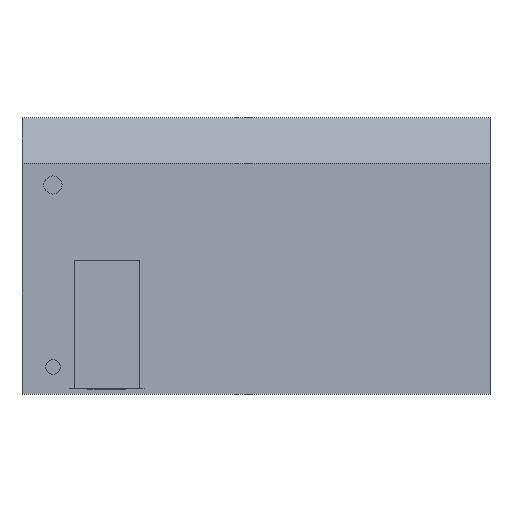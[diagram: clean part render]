
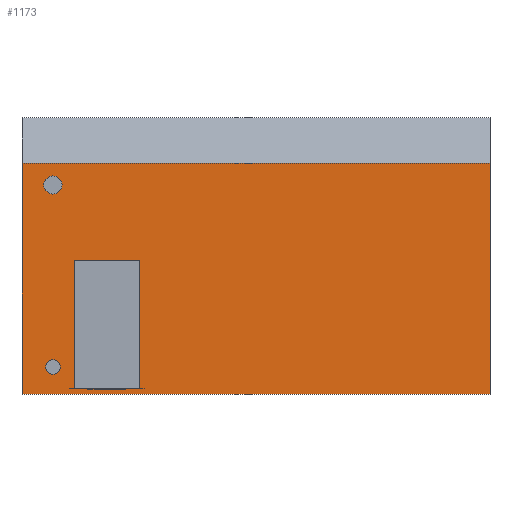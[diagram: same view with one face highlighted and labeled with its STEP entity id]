
A CAD part, front view. The second image highlights one B-rep face of the part: STEP entity #1173.
In plain terms, the highlighted planar face has unit normal (0, -1, 0).
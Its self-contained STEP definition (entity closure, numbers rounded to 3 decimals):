
#19=CIRCLE('',#1255,25.);
#20=CIRCLE('',#1256,25.);
#23=CIRCLE('',#1261,20.);
#24=CIRCLE('',#1262,20.);
#35=FACE_BOUND('',#147,.T.);
#36=FACE_BOUND('',#148,.T.);
#75=FACE_OUTER_BOUND('',#146,.T.);
#146=EDGE_LOOP('',(#925,#926,#927,#928));
#147=EDGE_LOOP('',(#929,#930));
#148=EDGE_LOOP('',(#931,#932));
#257=LINE('',#1789,#409);
#267=LINE('',#1809,#419);
#269=LINE('',#1813,#421);
#270=LINE('',#1814,#422);
#409=VECTOR('',#1463,10.);
#419=VECTOR('',#1481,10.);
#421=VECTOR('',#1485,10.);
#422=VECTOR('',#1486,10.);
#525=VERTEX_POINT('',#1737);
#526=VERTEX_POINT('',#1739);
#529=VERTEX_POINT('',#1748);
#530=VERTEX_POINT('',#1750);
#545=VERTEX_POINT('',#1786);
#546=VERTEX_POINT('',#1788);
#552=VERTEX_POINT('',#1808);
#553=VERTEX_POINT('',#1812);
#654=EDGE_CURVE('',#526,#525,#19,.T.);
#655=EDGE_CURVE('',#525,#526,#20,.T.);
#659=EDGE_CURVE('',#530,#529,#23,.T.);
#660=EDGE_CURVE('',#529,#530,#24,.T.);
#677=EDGE_CURVE('',#545,#546,#257,.T.);
#687=EDGE_CURVE('',#552,#545,#267,.T.);
#689=EDGE_CURVE('',#553,#546,#269,.T.);
#690=EDGE_CURVE('',#552,#553,#270,.T.);
#925=ORIENTED_EDGE('',*,*,#689,.T.);
#926=ORIENTED_EDGE('',*,*,#677,.F.);
#927=ORIENTED_EDGE('',*,*,#687,.F.);
#928=ORIENTED_EDGE('',*,*,#690,.T.);
#929=ORIENTED_EDGE('',*,*,#654,.T.);
#930=ORIENTED_EDGE('',*,*,#655,.T.);
#931=ORIENTED_EDGE('',*,*,#659,.T.);
#932=ORIENTED_EDGE('',*,*,#660,.T.);
#1106=PLANE('',#1271);
#1173=ADVANCED_FACE('',(#75,#35,#36),#1106,.T.);
#1255=AXIS2_PLACEMENT_3D('',#1740,#1422,#1423);
#1256=AXIS2_PLACEMENT_3D('',#1741,#1424,#1425);
#1261=AXIS2_PLACEMENT_3D('',#1751,#1435,#1436);
#1262=AXIS2_PLACEMENT_3D('',#1752,#1437,#1438);
#1271=AXIS2_PLACEMENT_3D('',#1811,#1483,#1484);
#1422=DIRECTION('center_axis',(0.,1.,0.));
#1423=DIRECTION('ref_axis',(1.,0.,0.));
#1424=DIRECTION('center_axis',(0.,1.,0.));
#1425=DIRECTION('ref_axis',(1.,0.,0.));
#1435=DIRECTION('center_axis',(0.,1.,0.));
#1436=DIRECTION('ref_axis',(1.,0.,0.));
#1437=DIRECTION('center_axis',(0.,1.,0.));
#1438=DIRECTION('ref_axis',(1.,0.,0.));
#1463=DIRECTION('',(0.,0.,-1.));
#1481=DIRECTION('',(1.,0.,0.));
#1483=DIRECTION('center_axis',(0.,-1.,0.));
#1484=DIRECTION('ref_axis',(0.,0.,-1.));
#1485=DIRECTION('',(1.,0.,0.));
#1486=DIRECTION('',(0.,0.,-1.));
#1737=CARTESIAN_POINT('',(60.,0.,195.));
#1739=CARTESIAN_POINT('',(110.,0.,195.));
#1740=CARTESIAN_POINT('Origin',(85.,0.,195.));
#1741=CARTESIAN_POINT('Origin',(85.,0.,195.));
#1748=CARTESIAN_POINT('',(65.,0.,-305.));
#1750=CARTESIAN_POINT('',(105.,0.,-305.));
#1751=CARTESIAN_POINT('Origin',(85.,0.,-305.));
#1752=CARTESIAN_POINT('Origin',(85.,0.,-305.));
#1786=CARTESIAN_POINT('',(1285.,0.,254.));
#1788=CARTESIAN_POINT('',(1285.,0.,-380.));
#1789=CARTESIAN_POINT('',(1285.,0.,254.));
#1808=CARTESIAN_POINT('',(0.,0.,254.));
#1809=CARTESIAN_POINT('',(0.,0.,254.));
#1811=CARTESIAN_POINT('Origin',(0.,0.,254.));
#1812=CARTESIAN_POINT('',(0.,0.,-380.));
#1813=CARTESIAN_POINT('',(0.,0.,-380.));
#1814=CARTESIAN_POINT('',(0.,0.,254.));
